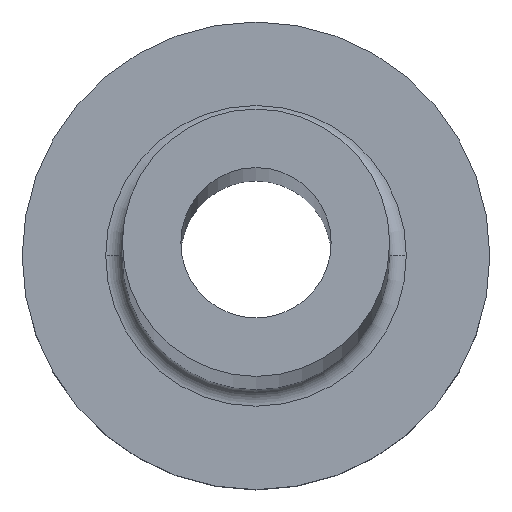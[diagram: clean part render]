
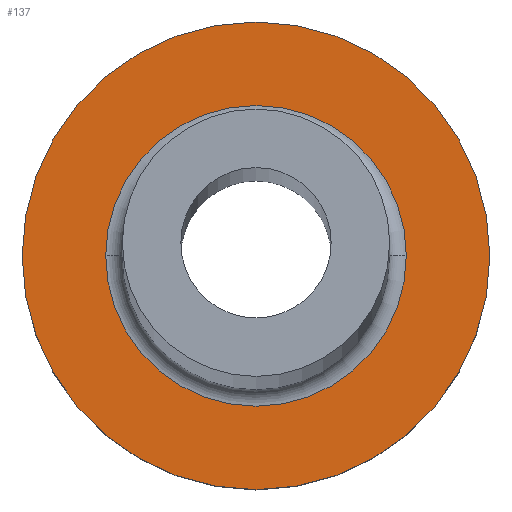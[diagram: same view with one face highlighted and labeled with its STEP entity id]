
A CAD part, top view. The second image highlights one B-rep face of the part: STEP entity #137.
In plain terms, the highlighted planar face has unit normal (0, 0, 1).
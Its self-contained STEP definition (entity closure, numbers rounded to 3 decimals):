
#4 = AXIS2_PLACEMENT_3D ( 'NONE', #304, #44, #158 ) ;
#7 = CARTESIAN_POINT ( 'NONE',  ( 7., 0., 5. ) ) ;
#9 = AXIS2_PLACEMENT_3D ( 'NONE', #273, #365, #104 ) ;
#20 = ORIENTED_EDGE ( 'NONE', *, *, #362, .T. ) ;
#22 = EDGE_LOOP ( 'NONE', ( #258, #20 ) ) ;
#27 = VERTEX_POINT ( 'NONE', #343 ) ;
#28 = AXIS2_PLACEMENT_3D ( 'NONE', #94, #52, #163 ) ;
#43 = EDGE_CURVE ( 'NONE', #244, #69, #259, .T. ) ;
#44 = DIRECTION ( 'NONE',  ( 0., 0., -1. ) ) ;
#48 = CIRCLE ( 'NONE', #9, 7. ) ;
#52 = DIRECTION ( 'NONE',  ( 0., 0., 1. ) ) ;
#69 = VERTEX_POINT ( 'NONE', #7 ) ;
#79 = VERTEX_POINT ( 'NONE', #207 ) ;
#94 = CARTESIAN_POINT ( 'NONE',  ( 0., 0., 5. ) ) ;
#99 = DIRECTION ( 'NONE',  ( 0., 0., 1. ) ) ;
#104 = DIRECTION ( 'NONE',  ( 1., 0., 0. ) ) ;
#117 = AXIS2_PLACEMENT_3D ( 'NONE', #329, #327, #245 ) ;
#137 = ADVANCED_FACE ( 'NONE', ( #175, #326 ), #177, .T. ) ;
#141 = CIRCLE ( 'NONE', #117, 4.5 ) ;
#150 = DIRECTION ( 'NONE',  ( 1., 0., 0. ) ) ;
#158 = DIRECTION ( 'NONE',  ( 1., 0., 0. ) ) ;
#163 = DIRECTION ( 'NONE',  ( 1., 0., 0. ) ) ;
#171 = ORIENTED_EDGE ( 'NONE', *, *, #256, .T. ) ;
#174 = AXIS2_PLACEMENT_3D ( 'NONE', #359, #99, #150 ) ;
#175 = FACE_BOUND ( 'NONE', #366, .T. ) ;
#177 = PLANE ( 'NONE',  #174 ) ;
#207 = CARTESIAN_POINT ( 'NONE',  ( -4.5, 0., 5. ) ) ;
#244 = VERTEX_POINT ( 'NONE', #278 ) ;
#245 = DIRECTION ( 'NONE',  ( 1., 0., 0. ) ) ;
#256 = EDGE_CURVE ( 'NONE', #27, #79, #141, .T. ) ;
#258 = ORIENTED_EDGE ( 'NONE', *, *, #43, .T. ) ;
#259 = CIRCLE ( 'NONE', #28, 7. ) ;
#273 = CARTESIAN_POINT ( 'NONE',  ( 0., 0., 5. ) ) ;
#278 = CARTESIAN_POINT ( 'NONE',  ( -7., 0., 5. ) ) ;
#284 = ORIENTED_EDGE ( 'NONE', *, *, #381, .T. ) ;
#304 = CARTESIAN_POINT ( 'NONE',  ( 0., 0., 5. ) ) ;
#325 = CIRCLE ( 'NONE', #4, 4.5 ) ;
#326 = FACE_OUTER_BOUND ( 'NONE', #22, .T. ) ;
#327 = DIRECTION ( 'NONE',  ( 0., 0., -1. ) ) ;
#329 = CARTESIAN_POINT ( 'NONE',  ( 0., 0., 5. ) ) ;
#343 = CARTESIAN_POINT ( 'NONE',  ( 4.5, 0., 5. ) ) ;
#359 = CARTESIAN_POINT ( 'NONE',  ( 0., 0., 5. ) ) ;
#362 = EDGE_CURVE ( 'NONE', #69, #244, #48, .T. ) ;
#365 = DIRECTION ( 'NONE',  ( 0., 0., 1. ) ) ;
#366 = EDGE_LOOP ( 'NONE', ( #171, #284 ) ) ;
#381 = EDGE_CURVE ( 'NONE', #79, #27, #325, .T. ) ;
